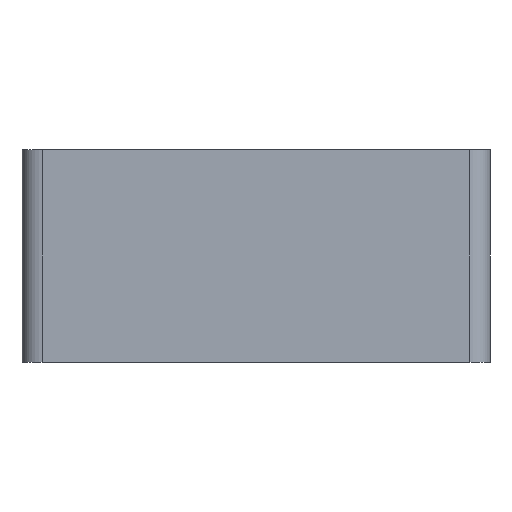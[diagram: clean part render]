
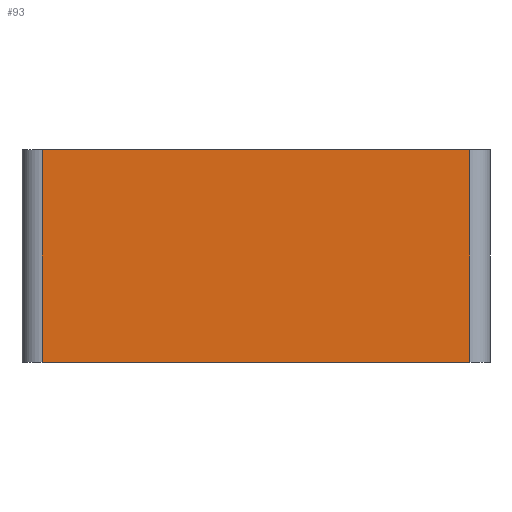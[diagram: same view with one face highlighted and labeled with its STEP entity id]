
A CAD part, left-side view. The second image highlights one B-rep face of the part: STEP entity #93.
In plain terms, the highlighted planar face has unit normal (-1, 0, 0).
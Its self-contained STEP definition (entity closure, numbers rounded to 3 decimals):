
#21 = EDGE_CURVE('',#22,#24,#26,.T.);
#22 = VERTEX_POINT('',#23);
#23 = CARTESIAN_POINT('',(-4.,32.446,-22.));
#24 = VERTEX_POINT('',#25);
#25 = CARTESIAN_POINT('',(-4.,-52.986,-22.));
#26 = LINE('',#27,#28);
#27 = CARTESIAN_POINT('',(-4.,32.446,-22.));
#28 = VECTOR('',#29,1.);
#29 = DIRECTION('',(0.,-1.,0.));
#93 = ADVANCED_FACE('',(#94),#119,.T.);
#94 = FACE_BOUND('',#95,.T.);
#95 = EDGE_LOOP('',(#96,#97,#105,#113));
#96 = ORIENTED_EDGE('',*,*,#21,.T.);
#97 = ORIENTED_EDGE('',*,*,#98,.F.);
#98 = EDGE_CURVE('',#99,#24,#101,.T.);
#99 = VERTEX_POINT('',#100);
#100 = CARTESIAN_POINT('',(-4.,-52.986,20.5));
#101 = LINE('',#102,#103);
#102 = CARTESIAN_POINT('',(-4.,-52.986,0.));
#103 = VECTOR('',#104,1.);
#104 = DIRECTION('',(-0.,-0.,-1.));
#105 = ORIENTED_EDGE('',*,*,#106,.F.);
#106 = EDGE_CURVE('',#107,#99,#109,.T.);
#107 = VERTEX_POINT('',#108);
#108 = CARTESIAN_POINT('',(-4.,32.446,20.5));
#109 = LINE('',#110,#111);
#110 = CARTESIAN_POINT('',(-4.,32.446,20.5));
#111 = VECTOR('',#112,1.);
#112 = DIRECTION('',(0.,-1.,0.));
#113 = ORIENTED_EDGE('',*,*,#114,.F.);
#114 = EDGE_CURVE('',#22,#107,#115,.T.);
#115 = LINE('',#116,#117);
#116 = CARTESIAN_POINT('',(-4.,32.446,0.));
#117 = VECTOR('',#118,1.);
#118 = DIRECTION('',(0.,0.,1.));
#119 = PLANE('',#120);
#120 = AXIS2_PLACEMENT_3D('',#121,#122,#123);
#121 = CARTESIAN_POINT('',(-4.,-10.27,-0.75));
#122 = DIRECTION('',(-1.,-0.,-0.));
#123 = DIRECTION('',(0.,0.,-1.));
